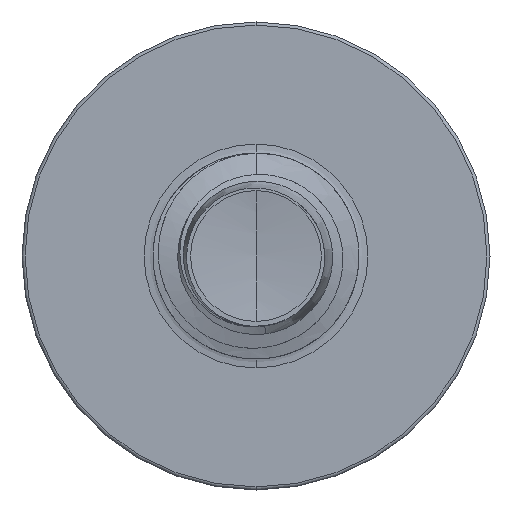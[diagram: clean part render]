
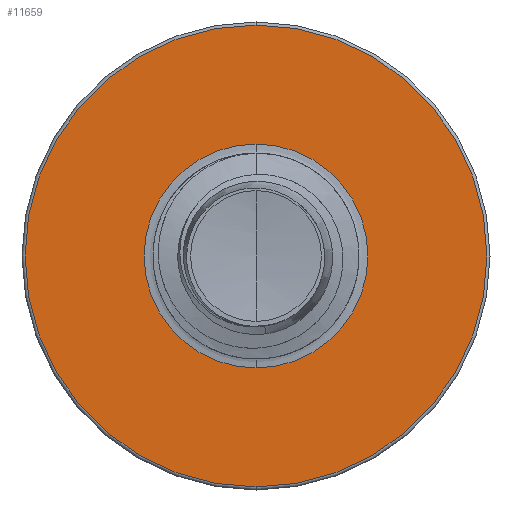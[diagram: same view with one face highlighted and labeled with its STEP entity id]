
A CAD part, front view. The second image highlights one B-rep face of the part: STEP entity #11659.
In plain terms, the highlighted planar face has unit normal (0, -1, 0).
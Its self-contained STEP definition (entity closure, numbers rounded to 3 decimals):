
#916 = DIRECTION ( 'NONE',  ( 0., 1., 0. ) ) ;
#937 = CARTESIAN_POINT ( 'NONE',  ( 0., 6., 0. ) ) ;
#1062 = VERTEX_POINT ( 'NONE', #4793 ) ;
#2275 = CARTESIAN_POINT ( 'NONE',  ( 0., 6., 0. ) ) ;
#3065 = CARTESIAN_POINT ( 'NONE',  ( 0., 6., -1.196 ) ) ;
#3095 = AXIS2_PLACEMENT_3D ( 'NONE', #14887, #4104, #16597 ) ;
#4005 = EDGE_CURVE ( 'NONE', #10289, #5680, #11598, .T. ) ;
#4104 = DIRECTION ( 'NONE',  ( 0., 1., 0. ) ) ;
#4246 = DIRECTION ( 'NONE',  ( 0., 0., 1. ) ) ;
#4793 = CARTESIAN_POINT ( 'NONE',  ( 0., 6., -2.467 ) ) ;
#4962 = EDGE_LOOP ( 'NONE', ( #9944, #10170 ) ) ;
#5680 = VERTEX_POINT ( 'NONE', #3065 ) ;
#8531 = EDGE_CURVE ( 'NONE', #1062, #10362, #12796, .T. ) ;
#8621 = CARTESIAN_POINT ( 'NONE',  ( 0., 6., 0. ) ) ;
#8622 = CARTESIAN_POINT ( 'NONE',  ( 0., 6., 0. ) ) ;
#9574 = ORIENTED_EDGE ( 'NONE', *, *, #15273, .F. ) ;
#9720 = CARTESIAN_POINT ( 'NONE',  ( 0., 6., 2.467 ) ) ;
#9873 = ORIENTED_EDGE ( 'NONE', *, *, #8531, .F. ) ;
#9915 = FACE_BOUND ( 'NONE', #4962, .T. ) ;
#9944 = ORIENTED_EDGE ( 'NONE', *, *, #4005, .T. ) ;
#10043 = CARTESIAN_POINT ( 'NONE',  ( 0., 6., 1.196 ) ) ;
#10170 = ORIENTED_EDGE ( 'NONE', *, *, #19505, .T. ) ;
#10289 = VERTEX_POINT ( 'NONE', #10043 ) ;
#10362 = VERTEX_POINT ( 'NONE', #9720 ) ;
#10452 = DIRECTION ( 'NONE',  ( 0., 0., 1. ) ) ;
#10454 = DIRECTION ( 'NONE',  ( 0., 0., 1. ) ) ;
#10768 = CIRCLE ( 'NONE', #18070, 2.467 ) ;
#11598 = CIRCLE ( 'NONE', #11977, 1.196 ) ;
#11659 = ADVANCED_FACE ( 'NONE', ( #14680, #9915 ), #14963, .F. ) ;
#11977 = AXIS2_PLACEMENT_3D ( 'NONE', #937, #916, #15457 ) ;
#12796 = CIRCLE ( 'NONE', #20563, 2.467 ) ;
#14680 = FACE_OUTER_BOUND ( 'NONE', #20438, .T. ) ;
#14887 = CARTESIAN_POINT ( 'NONE',  ( 0., 6., -1.196 ) ) ;
#14963 = PLANE ( 'NONE',  #3095 ) ;
#15070 = DIRECTION ( 'NONE',  ( 0., 1., 0. ) ) ;
#15273 = EDGE_CURVE ( 'NONE', #10362, #1062, #10768, .T. ) ;
#15457 = DIRECTION ( 'NONE',  ( 0., 0., 1. ) ) ;
#16597 = DIRECTION ( 'NONE',  ( 0., 0., 1. ) ) ;
#18070 = AXIS2_PLACEMENT_3D ( 'NONE', #2275, #15070, #4246 ) ;
#19505 = EDGE_CURVE ( 'NONE', #5680, #10289, #20717, .T. ) ;
#20438 = EDGE_LOOP ( 'NONE', ( #9574, #9873 ) ) ;
#20557 = DIRECTION ( 'NONE',  ( 0., 1., 0. ) ) ;
#20558 = DIRECTION ( 'NONE',  ( 0., 1., 0. ) ) ;
#20563 = AXIS2_PLACEMENT_3D ( 'NONE', #8621, #20557, #10452 ) ;
#20717 = CIRCLE ( 'NONE', #22068, 1.196 ) ;
#22068 = AXIS2_PLACEMENT_3D ( 'NONE', #8622, #20558, #10454 ) ;
